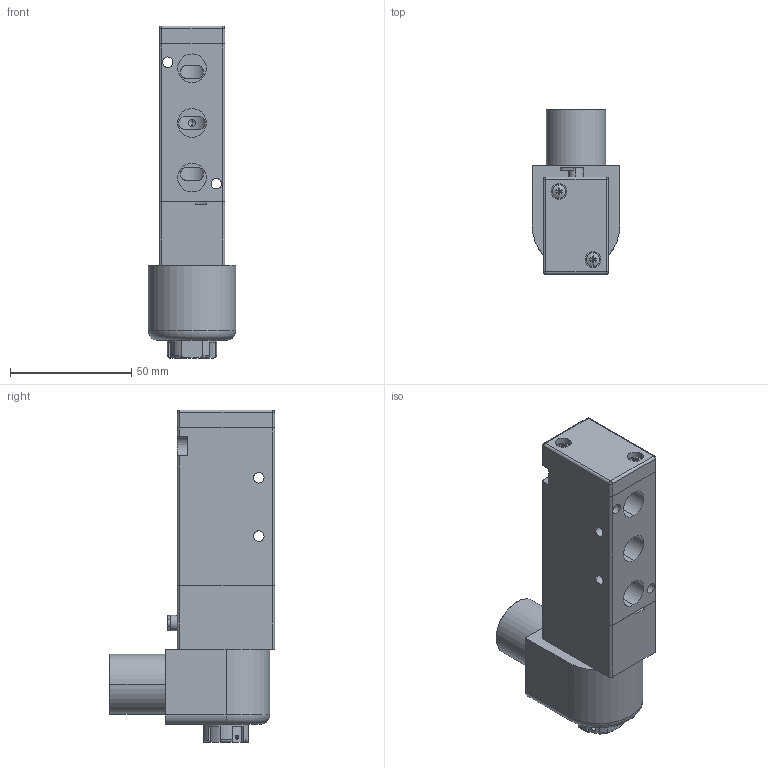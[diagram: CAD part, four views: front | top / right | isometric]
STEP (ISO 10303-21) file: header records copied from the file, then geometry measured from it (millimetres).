
FILE_DESCRIPTION (( 'STEP AP203' ), '1' );
FILE_NAME ('J4V310-08-E.step', '2016-11-04T16:38:42', ( '' ), ( '' ), 'SwSTEP 2.0', 'SolidWorks 2016', '' );
FILE_SCHEMA (( 'CONFIG_CONTROL_DESIGN' ));
Length unit declared in the file: millimetre
Products named in the file (1): J4V310-08-E
Bounding box: 36 x 68 x 136.65 mm (x, y, z)
Volume: 131199.9 mm3; surface area: 45068.2 mm2
Topology: 11 solids, 11 shells, 1074 faces, 2744 edges, 1727 vertices
Faces by surface type: plane 523, cylinder 306, cone 222, bspline 22, torus 1
Entity records: 40444 total; most frequent: CARTESIAN_POINT 14191, DIRECTION 5481, ORIENTED_EDGE 5452, EDGE_CURVE 2726, AXIS2_PLACEMENT_3D 1871, LINE 1739, VECTOR 1739, VERTEX_POINT 1727
